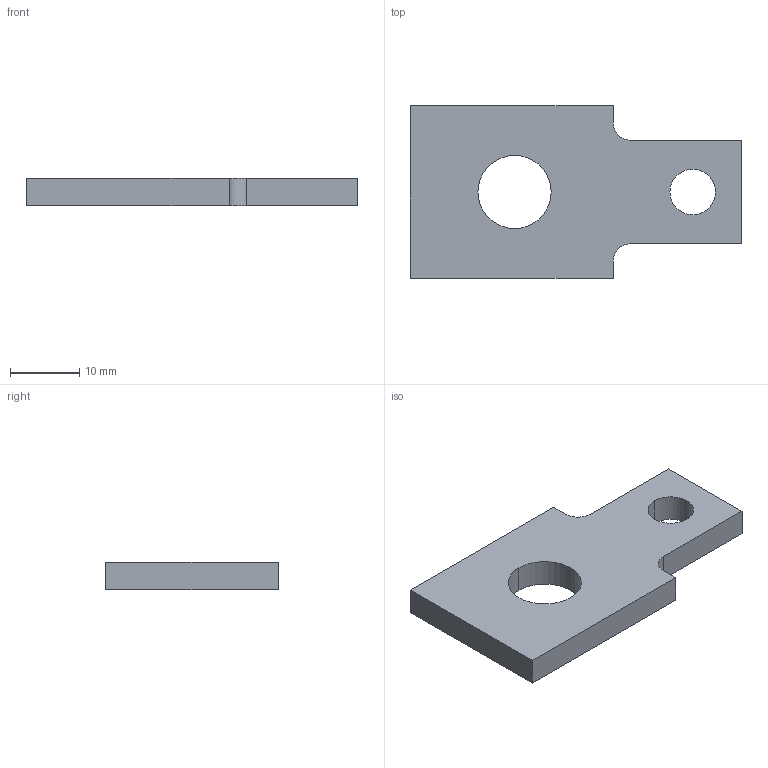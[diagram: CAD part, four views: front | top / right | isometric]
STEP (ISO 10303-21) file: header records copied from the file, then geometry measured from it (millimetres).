
FILE_DESCRIPTION(('CATIA V5 STEP Exchange','CAx-IF Rec.Pracs.--- Model Styling and Organization---1.4--- 2014-01-23'),'2;1');
FILE_NAME ('D1456586_0_1806620000_1806620000.stp','2020-01-27T11:48:10+00:00',('none'),('Weidmueller'),'CATIA Version 5-6 Release 2016 SP3 HF44','CATIA V5 STEP AP214','none');
FILE_SCHEMA(('AUTOMOTIVE_DESIGN { 1 0 10303 214 1 1 1 1 }'));
Length unit declared in the file: millimetre
Products named in the file (1): 1806620000_WQL_2_WF6-10
Bounding box: 48 x 25 x 4 mm (x, y, z)
Volume: 3576.9 mm3; surface area: 2580 mm2
Topology: 1 solids, 1 shells, 17 faces, 49 edges, 34 vertices
Faces by surface type: plane 11, cylinder 6
Entity records: 565 total; most frequent: ORIENTED_EDGE 98, CARTESIAN_POINT 97, DIRECTION 75, EDGE_CURVE 49, VERTEX_POINT 34, VECTOR 33, LINE 33, AXIS2_PLACEMENT_3D 30
